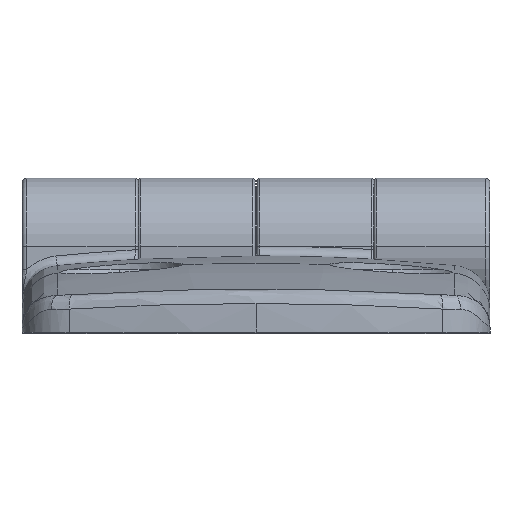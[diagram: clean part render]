
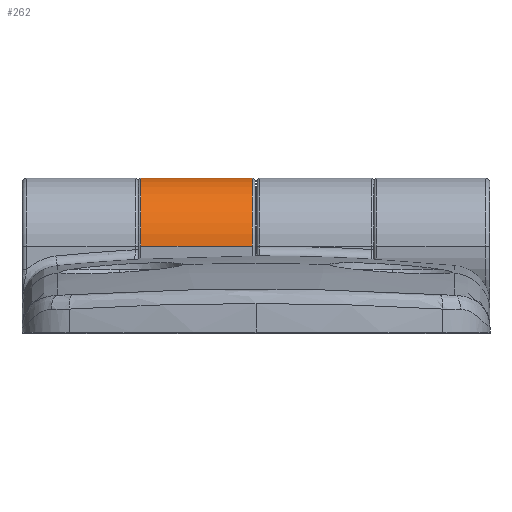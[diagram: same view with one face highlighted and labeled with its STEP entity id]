
A CAD part, top view. The second image highlights one B-rep face of the part: STEP entity #262.
In plain terms, the highlighted cylindrical face has radius 7 mm (diameter 14 mm), a partial arc.
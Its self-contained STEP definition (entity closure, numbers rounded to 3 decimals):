
#85 = VERTEX_POINT ( 'NONE', #3432 ) ;
#98 = AXIS2_PLACEMENT_3D ( 'NONE', #1839, #4193, #2165 ) ;
#116 = ORIENTED_EDGE ( 'NONE', *, *, #3080, .T. ) ;
#129 = AXIS2_PLACEMENT_3D ( 'NONE', #3214, #1154, #3544 ) ;
#262 = ADVANCED_FACE ( 'NONE', ( #4082 ), #2162, .T. ) ;
#606 = CARTESIAN_POINT ( 'NONE',  ( -0.4, 8.9, 7. ) ) ;
#809 = DIRECTION ( 'NONE',  ( -1., 0., 0. ) ) ;
#901 = AXIS2_PLACEMENT_3D ( 'NONE', #2054, #2402, #4085 ) ;
#1139 = CARTESIAN_POINT ( 'NONE',  ( 24., 8.9, -7. ) ) ;
#1154 = DIRECTION ( 'NONE',  ( -1., 0., 0. ) ) ;
#1839 = CARTESIAN_POINT ( 'NONE',  ( -11.8, 8.9, 0. ) ) ;
#1959 = VERTEX_POINT ( 'NONE', #4302 ) ;
#2054 = CARTESIAN_POINT ( 'NONE',  ( 24., 8.9, 0. ) ) ;
#2088 = EDGE_LOOP ( 'NONE', ( #4042, #116, #3673, #3443 ) ) ;
#2162 = CYLINDRICAL_SURFACE ( 'NONE', #901, 7. ) ;
#2165 = DIRECTION ( 'NONE',  ( 0., 0., -1. ) ) ;
#2402 = DIRECTION ( 'NONE',  ( -1., 0., 0. ) ) ;
#2530 = LINE ( 'NONE', #1139, #4206 ) ;
#2597 = CARTESIAN_POINT ( 'NONE',  ( 24., 8.9, 7. ) ) ;
#2978 = VERTEX_POINT ( 'NONE', #4097 ) ;
#3044 = VECTOR ( 'NONE', #4296, 1000. ) ;
#3057 = EDGE_CURVE ( 'NONE', #85, #1959, #2530, .T. ) ;
#3080 = EDGE_CURVE ( 'NONE', #3507, #85, #3553, .T. ) ;
#3084 = EDGE_CURVE ( 'NONE', #1959, #2978, #4109, .T. ) ;
#3214 = CARTESIAN_POINT ( 'NONE',  ( -0.4, 8.9, 0. ) ) ;
#3432 = CARTESIAN_POINT ( 'NONE',  ( -0.4, 8.9, -7. ) ) ;
#3443 = ORIENTED_EDGE ( 'NONE', *, *, #3084, .T. ) ;
#3483 = EDGE_CURVE ( 'NONE', #3507, #2978, #3910, .T. ) ;
#3507 = VERTEX_POINT ( 'NONE', #606 ) ;
#3544 = DIRECTION ( 'NONE',  ( 0., 0., -1. ) ) ;
#3553 = CIRCLE ( 'NONE', #129, 7. ) ;
#3673 = ORIENTED_EDGE ( 'NONE', *, *, #3057, .T. ) ;
#3910 = LINE ( 'NONE', #2597, #3044 ) ;
#4042 = ORIENTED_EDGE ( 'NONE', *, *, #3483, .F. ) ;
#4082 = FACE_OUTER_BOUND ( 'NONE', #2088, .T. ) ;
#4085 = DIRECTION ( 'NONE',  ( 0., 0., 1. ) ) ;
#4097 = CARTESIAN_POINT ( 'NONE',  ( -11.8, 8.9, 7. ) ) ;
#4109 = CIRCLE ( 'NONE', #98, 7. ) ;
#4193 = DIRECTION ( 'NONE',  ( 1., 0., 0. ) ) ;
#4206 = VECTOR ( 'NONE', #809, 1000. ) ;
#4296 = DIRECTION ( 'NONE',  ( -1., 0., 0. ) ) ;
#4302 = CARTESIAN_POINT ( 'NONE',  ( -11.8, 8.9, -7. ) ) ;
